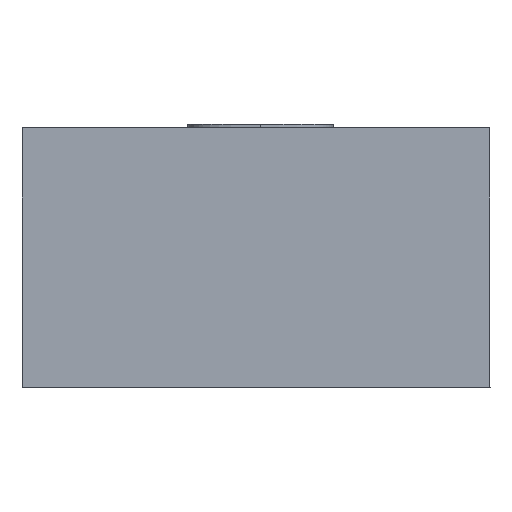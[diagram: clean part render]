
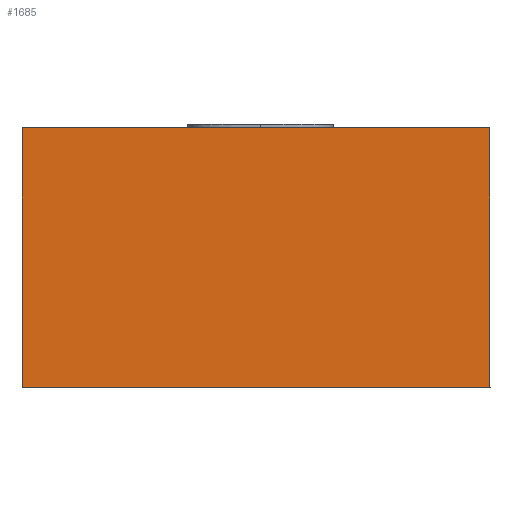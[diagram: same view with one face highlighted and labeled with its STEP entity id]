
A CAD part, left-side view. The second image highlights one B-rep face of the part: STEP entity #1685.
In plain terms, the highlighted planar face has unit normal (-1, 0, 0).
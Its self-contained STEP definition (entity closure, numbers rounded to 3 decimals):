
#224=FACE_OUTER_BOUND('',#321,.T.);
#321=EDGE_LOOP('',(#1172,#1173,#1174,#1175));
#435=LINE('',#2161,#592);
#440=LINE('',#2171,#597);
#441=LINE('',#2173,#598);
#442=LINE('',#2174,#599);
#592=VECTOR('',#1884,1000.);
#597=VECTOR('',#1893,1000.);
#598=VECTOR('',#1894,1000.);
#599=VECTOR('',#1895,1000.);
#745=VERTEX_POINT('',#2158);
#746=VERTEX_POINT('',#2160);
#749=VERTEX_POINT('',#2170);
#750=VERTEX_POINT('',#2172);
#911=EDGE_CURVE('',#746,#745,#435,.T.);
#916=EDGE_CURVE('',#749,#746,#440,.T.);
#917=EDGE_CURVE('',#750,#745,#441,.T.);
#918=EDGE_CURVE('',#750,#749,#442,.T.);
#1172=ORIENTED_EDGE('',*,*,#916,.T.);
#1173=ORIENTED_EDGE('',*,*,#911,.T.);
#1174=ORIENTED_EDGE('',*,*,#917,.F.);
#1175=ORIENTED_EDGE('',*,*,#918,.T.);
#1631=PLANE('',#1800);
#1685=ADVANCED_FACE('',(#224),#1631,.T.);
#1800=AXIS2_PLACEMENT_3D('',#2169,#1891,#1892);
#1884=DIRECTION('',(0.,0.,1.));
#1891=DIRECTION('center_axis',(-1.,0.,0.));
#1892=DIRECTION('ref_axis',(0.,0.,1.));
#1893=DIRECTION('',(0.,-1.,0.));
#1894=DIRECTION('',(0.,-1.,0.));
#1895=DIRECTION('',(0.,0.,-1.));
#2158=CARTESIAN_POINT('',(-1.15,0.,0.675));
#2160=CARTESIAN_POINT('',(-1.15,0.,-0.675));
#2161=CARTESIAN_POINT('',(-1.15,0.,0.675));
#2169=CARTESIAN_POINT('Origin',(-1.15,0.75,0.675));
#2170=CARTESIAN_POINT('',(-1.15,0.75,-0.675));
#2171=CARTESIAN_POINT('',(-1.15,0.75,-0.675));
#2172=CARTESIAN_POINT('',(-1.15,0.75,0.675));
#2173=CARTESIAN_POINT('',(-1.15,0.75,0.675));
#2174=CARTESIAN_POINT('',(-1.15,0.75,0.675));
